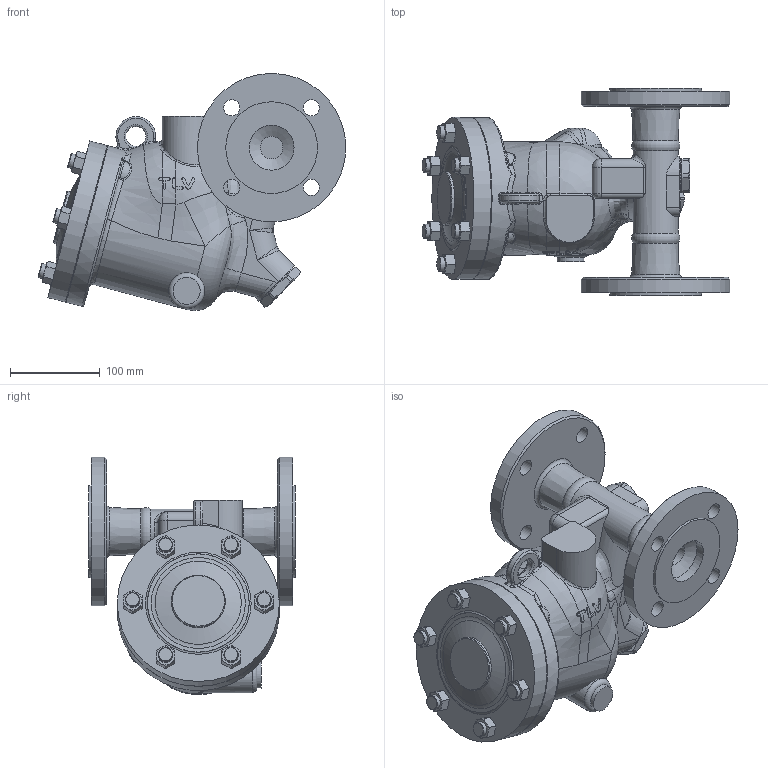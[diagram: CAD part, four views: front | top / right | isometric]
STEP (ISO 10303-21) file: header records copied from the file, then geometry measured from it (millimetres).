
FILE_DESCRIPTION((''),'2;1');
FILE_NAME('sh6nl-050-e0025-00.stp','2014-04-23T15:22:44',('nakaot'),(''),'Autodesk Inventor 2012','Autodesk Inventor 2012','');
FILE_SCHEMA(('AUTOMOTIVE_DESIGN { 1 0 10303 214 1 1 1 1 }'));
Length unit declared in the file: millimetre
Products named in the file (1): sh6nl-050-e0025-00
Bounding box: 341.92 x 230 x 263.63 mm (x, y, z)
Volume: 5133844.1 mm3; surface area: 359344.5 mm2
Topology: 1 solids, 3 shells, 429 faces, 1056 edges, 645 vertices
Faces by surface type: plane 136, cylinder 104, bspline 89, cone 66, torus 23, sphere 11
Full cylindrical faces by diameter (mm): 11.835 x6, 16 x12, 18 x8, 22 x1, 25 x2, 30 x1, 38 x1, 40 x1, 49.5 x1, 50 x3, 60 x1, 100 x1, 102 x2, 165 x2, 180 x2
Entity records: 16027 total; most frequent: CARTESIAN_POINT 7137, ORIENTED_EDGE 1886, DIRECTION 1657, EDGE_CURVE 943, AXIS2_PLACEMENT_3D 710, VERTEX_POINT 617, EDGE_LOOP 556, FACE_OUTER_BOUND 429
